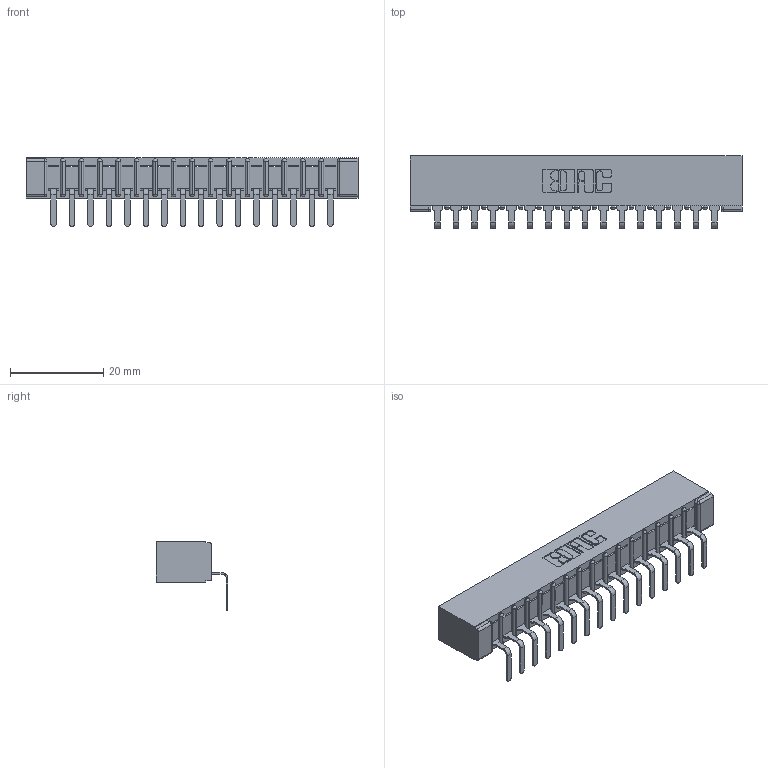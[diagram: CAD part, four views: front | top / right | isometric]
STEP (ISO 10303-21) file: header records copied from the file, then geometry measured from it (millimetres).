
FILE_DESCRIPTION (( 'STEP AP203' ), '1' );
FILE_NAME ('307-016-559-101.STEP', '2019-09-04T15:57:10', ( '' ), ( '' ), 'SwSTEP 2.0', 'SolidWorks 2016', '' );
FILE_SCHEMA (( 'CONFIG_CONTROL_DESIGN' ));
Length unit declared in the file: inch
Products named in the file (3): 307-016-559-101; 307 Part_No Mounting Lugs; 307-290-001_558 559 - 1 (Single)
Assembly tree (17 placements, depth 2):
  307-016-559-101
    307 Part_No Mounting Lugs
    307-290-001_558 559 - 1 (Single)  x16
Bounding box: 71.27 x 15.46 x 14.81 mm (x, y, z)
Volume: 4733 mm3; surface area: 7534.4 mm2
Topology: 17 solids, 17 shells, 1087 faces, 3083 edges, 1986 vertices
Faces by surface type: plane 690, cylinder 363, sphere 34
Entity records: 16748 total; most frequent: CARTESIAN_POINT 2812, ORIENTED_EDGE 2798, DIRECTION 2749, EDGE_CURVE 1399, VECTOR 1063, LINE 1063, VERTEX_POINT 906, AXIS2_PLACEMENT_3D 843
